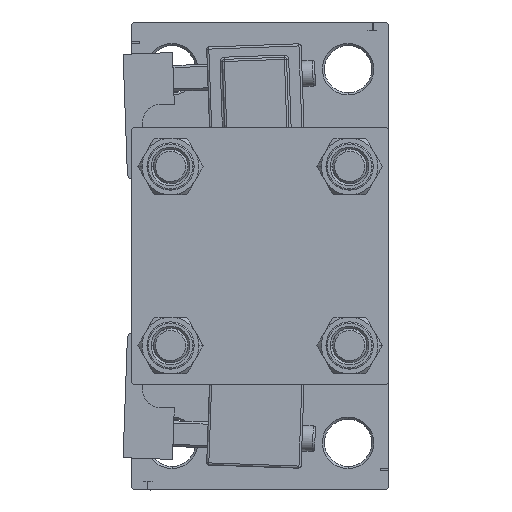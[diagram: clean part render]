
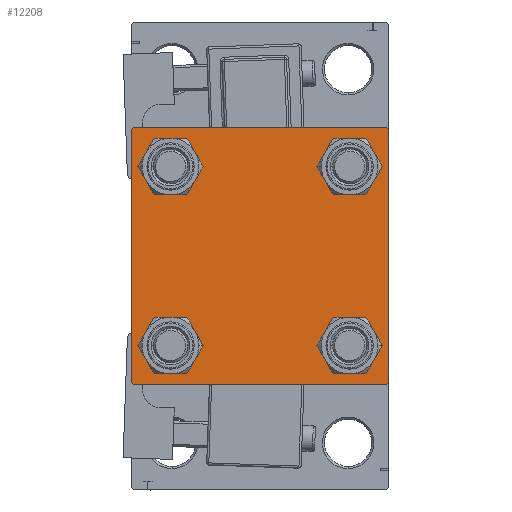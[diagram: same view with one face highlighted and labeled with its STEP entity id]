
A CAD part, left-side view. The second image highlights one B-rep face of the part: STEP entity #12208.
In plain terms, the highlighted planar face has unit normal (-1, 0, 0).
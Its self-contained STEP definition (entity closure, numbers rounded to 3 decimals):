
#48 = VERTEX_POINT ( 'NONE', #45610 ) ;
#957 = ORIENTED_EDGE ( 'NONE', *, *, #50313, .T. ) ;
#1007 = EDGE_CURVE ( 'NONE', #1949, #21061, #48382, .T. ) ;
#1028 = VERTEX_POINT ( 'NONE', #16449 ) ;
#1949 = VERTEX_POINT ( 'NONE', #19936 ) ;
#2056 = ORIENTED_EDGE ( 'NONE', *, *, #46790, .T. ) ;
#2388 = CARTESIAN_POINT ( 'NONE',  ( 0., -20.85, -20.85 ) ) ;
#2390 = LINE ( 'NONE', #7416, #34632 ) ;
#2445 = ORIENTED_EDGE ( 'NONE', *, *, #36887, .T. ) ;
#2760 = EDGE_CURVE ( 'NONE', #48, #9923, #40253, .T. ) ;
#2876 = AXIS2_PLACEMENT_3D ( 'NONE', #48032, #15576, #24374 ) ;
#3881 = VECTOR ( 'NONE', #9315, 1000. ) ;
#5378 = CARTESIAN_POINT ( 'NONE',  ( 0., 20.85, -25.35 ) ) ;
#5649 = FACE_BOUND ( 'NONE', #46307, .T. ) ;
#5811 = EDGE_CURVE ( 'NONE', #25513, #44733, #21725, .T. ) ;
#5861 = EDGE_CURVE ( 'NONE', #16650, #15163, #25938, .T. ) ;
#6528 = CARTESIAN_POINT ( 'NONE',  ( 0., -30., 29.5 ) ) ;
#7416 = CARTESIAN_POINT ( 'NONE',  ( 0., 30., 30. ) ) ;
#7759 = VERTEX_POINT ( 'NONE', #38788 ) ;
#8002 = DIRECTION ( 'NONE',  ( 0., 0., -1. ) ) ;
#8168 = AXIS2_PLACEMENT_3D ( 'NONE', #45721, #12503, #37208 ) ;
#9056 = DIRECTION ( 'NONE',  ( 1., 0., 0. ) ) ;
#9105 = PLANE ( 'NONE',  #24733 ) ;
#9165 = CARTESIAN_POINT ( 'NONE',  ( 0., 29.75, -29.75 ) ) ;
#9315 = DIRECTION ( 'NONE',  ( 0., -1., 0. ) ) ;
#9609 = FACE_BOUND ( 'NONE', #43687, .T. ) ;
#9923 = VERTEX_POINT ( 'NONE', #51059 ) ;
#10409 = ORIENTED_EDGE ( 'NONE', *, *, #11717, .T. ) ;
#10803 = DIRECTION ( 'NONE',  ( 0., 0., 1. ) ) ;
#11717 = EDGE_CURVE ( 'NONE', #44733, #25513, #30663, .T. ) ;
#12141 = CARTESIAN_POINT ( 'NONE',  ( 0., 20.85, -20.85 ) ) ;
#12208 = ADVANCED_FACE ( 'NONE', ( #9609, #17063, #21583, #5649, #13345 ), #9105, .T. ) ;
#12365 = DIRECTION ( 'NONE',  ( 0., -0.707, -0.707 ) ) ;
#12503 = DIRECTION ( 'NONE',  ( 1., 0., 0. ) ) ;
#12610 = VECTOR ( 'NONE', #51341, 1000. ) ;
#12816 = DIRECTION ( 'NONE',  ( 0., 0., 1. ) ) ;
#13033 = CARTESIAN_POINT ( 'NONE',  ( 0., -20.85, 20.85 ) ) ;
#13345 = FACE_OUTER_BOUND ( 'NONE', #13829, .T. ) ;
#13813 = ORIENTED_EDGE ( 'NONE', *, *, #5811, .T. ) ;
#13829 = EDGE_LOOP ( 'NONE', ( #49996, #45526, #51874, #39357, #41694, #48431, #31378, #2445 ) ) ;
#14376 = CARTESIAN_POINT ( 'NONE',  ( 0., 29.75, 29.75 ) ) ;
#14698 = AXIS2_PLACEMENT_3D ( 'NONE', #27379, #35605, #43316 ) ;
#15163 = VERTEX_POINT ( 'NONE', #36843 ) ;
#15576 = DIRECTION ( 'NONE',  ( 1., 0., 0. ) ) ;
#15657 = DIRECTION ( 'NONE',  ( 0., -0.707, 0.707 ) ) ;
#15669 = LINE ( 'NONE', #36401, #16708 ) ;
#15817 = CARTESIAN_POINT ( 'NONE',  ( 0., 20.85, 20.85 ) ) ;
#16053 = VERTEX_POINT ( 'NONE', #40845 ) ;
#16121 = VERTEX_POINT ( 'NONE', #29664 ) ;
#16348 = CARTESIAN_POINT ( 'NONE',  ( 0., -29.75, 29.75 ) ) ;
#16449 = CARTESIAN_POINT ( 'NONE',  ( 0., 20.85, -16.35 ) ) ;
#16650 = VERTEX_POINT ( 'NONE', #48201 ) ;
#16708 = VECTOR ( 'NONE', #16723, 1000. ) ;
#16723 = DIRECTION ( 'NONE',  ( 0., -1., 0. ) ) ;
#17063 = FACE_BOUND ( 'NONE', #26351, .T. ) ;
#17595 = EDGE_CURVE ( 'NONE', #49489, #21061, #23680, .T. ) ;
#17786 = DIRECTION ( 'NONE',  ( 1., 0., 0. ) ) ;
#18568 = DIRECTION ( 'NONE',  ( 0., 0., 1. ) ) ;
#18621 = LINE ( 'NONE', #14376, #12610 ) ;
#19137 = EDGE_CURVE ( 'NONE', #15163, #16650, #37640, .T. ) ;
#19936 = CARTESIAN_POINT ( 'NONE',  ( 0., -29.5, -30. ) ) ;
#20053 = ORIENTED_EDGE ( 'NONE', *, *, #19137, .T. ) ;
#21061 = VERTEX_POINT ( 'NONE', #49591 ) ;
#21073 = EDGE_CURVE ( 'NONE', #49489, #41276, #32292, .T. ) ;
#21088 = EDGE_CURVE ( 'NONE', #51683, #16053, #41059, .T. ) ;
#21194 = CARTESIAN_POINT ( 'NONE',  ( 0., 20.85, 16.35 ) ) ;
#21583 = FACE_BOUND ( 'NONE', #33297, .T. ) ;
#21725 = CIRCLE ( 'NONE', #8168, 4.5 ) ;
#21847 = DIRECTION ( 'NONE',  ( -1., 0., 0. ) ) ;
#22432 = VECTOR ( 'NONE', #32555, 1000. ) ;
#22569 = CARTESIAN_POINT ( 'NONE',  ( 0., -29.5, 30. ) ) ;
#23044 = EDGE_CURVE ( 'NONE', #16053, #1949, #29517, .T. ) ;
#23680 = LINE ( 'NONE', #31907, #44510 ) ;
#23897 = AXIS2_PLACEMENT_3D ( 'NONE', #15817, #32037, #46096 ) ;
#24070 = CIRCLE ( 'NONE', #14698, 4.5 ) ;
#24374 = DIRECTION ( 'NONE',  ( 0., 0., 1. ) ) ;
#24733 = AXIS2_PLACEMENT_3D ( 'NONE', #45780, #21847, #12816 ) ;
#25513 = VERTEX_POINT ( 'NONE', #37949 ) ;
#25671 = ORIENTED_EDGE ( 'NONE', *, *, #2760, .T. ) ;
#25938 = CIRCLE ( 'NONE', #42057, 4.5 ) ;
#26246 = EDGE_CURVE ( 'NONE', #16121, #41276, #15669, .T. ) ;
#26351 = EDGE_LOOP ( 'NONE', ( #32817, #20053 ) ) ;
#26620 = VECTOR ( 'NONE', #15657, 1000. ) ;
#26839 = CARTESIAN_POINT ( 'NONE',  ( 0., -29.75, -29.75 ) ) ;
#27379 = CARTESIAN_POINT ( 'NONE',  ( 0., -20.85, 20.85 ) ) ;
#27864 = ORIENTED_EDGE ( 'NONE', *, *, #52276, .T. ) ;
#28426 = AXIS2_PLACEMENT_3D ( 'NONE', #12141, #32333, #48580 ) ;
#29472 = EDGE_CURVE ( 'NONE', #7759, #51683, #2390, .T. ) ;
#29517 = LINE ( 'NONE', #36965, #3881 ) ;
#29664 = CARTESIAN_POINT ( 'NONE',  ( 0., 29.5, 30. ) ) ;
#30663 = CIRCLE ( 'NONE', #23897, 4.5 ) ;
#31006 = DIRECTION ( 'NONE',  ( 1., 0., 0. ) ) ;
#31378 = ORIENTED_EDGE ( 'NONE', *, *, #26246, .F. ) ;
#31907 = CARTESIAN_POINT ( 'NONE',  ( 0., -30., 30. ) ) ;
#32037 = DIRECTION ( 'NONE',  ( 1., 0., 0. ) ) ;
#32292 = LINE ( 'NONE', #16348, #22432 ) ;
#32333 = DIRECTION ( 'NONE',  ( 1., 0., 0. ) ) ;
#32555 = DIRECTION ( 'NONE',  ( 0., 0.707, 0.707 ) ) ;
#32817 = ORIENTED_EDGE ( 'NONE', *, *, #5861, .T. ) ;
#33297 = EDGE_LOOP ( 'NONE', ( #2056, #27864 ) ) ;
#34632 = VECTOR ( 'NONE', #47291, 1000. ) ;
#35605 = DIRECTION ( 'NONE',  ( 1., 0., 0. ) ) ;
#36401 = CARTESIAN_POINT ( 'NONE',  ( 0., 30., 30. ) ) ;
#36843 = CARTESIAN_POINT ( 'NONE',  ( 0., -20.85, -25.35 ) ) ;
#36887 = EDGE_CURVE ( 'NONE', #16121, #7759, #18621, .T. ) ;
#36965 = CARTESIAN_POINT ( 'NONE',  ( 0., 30., -30. ) ) ;
#37208 = DIRECTION ( 'NONE',  ( 0., 0., 1. ) ) ;
#37640 = CIRCLE ( 'NONE', #2876, 4.5 ) ;
#37652 = AXIS2_PLACEMENT_3D ( 'NONE', #13033, #9056, #41461 ) ;
#37949 = CARTESIAN_POINT ( 'NONE',  ( 0., 20.85, 25.35 ) ) ;
#38788 = CARTESIAN_POINT ( 'NONE',  ( 0., 30., 29.5 ) ) ;
#39357 = ORIENTED_EDGE ( 'NONE', *, *, #1007, .T. ) ;
#39960 = VERTEX_POINT ( 'NONE', #5378 ) ;
#40253 = CIRCLE ( 'NONE', #37652, 4.5 ) ;
#40337 = CIRCLE ( 'NONE', #28426, 4.5 ) ;
#40845 = CARTESIAN_POINT ( 'NONE',  ( 0., 29.5, -30. ) ) ;
#41059 = LINE ( 'NONE', #9165, #46221 ) ;
#41276 = VERTEX_POINT ( 'NONE', #22569 ) ;
#41461 = DIRECTION ( 'NONE',  ( 0., 0., 1. ) ) ;
#41694 = ORIENTED_EDGE ( 'NONE', *, *, #17595, .F. ) ;
#42057 = AXIS2_PLACEMENT_3D ( 'NONE', #2388, #17786, #18568 ) ;
#42596 = CIRCLE ( 'NONE', #52001, 4.5 ) ;
#43316 = DIRECTION ( 'NONE',  ( 0., 0., 1. ) ) ;
#43687 = EDGE_LOOP ( 'NONE', ( #25671, #957 ) ) ;
#44510 = VECTOR ( 'NONE', #8002, 1000. ) ;
#44733 = VERTEX_POINT ( 'NONE', #21194 ) ;
#45526 = ORIENTED_EDGE ( 'NONE', *, *, #21088, .T. ) ;
#45610 = CARTESIAN_POINT ( 'NONE',  ( 0., -20.85, 25.35 ) ) ;
#45721 = CARTESIAN_POINT ( 'NONE',  ( 0., 20.85, 20.85 ) ) ;
#45780 = CARTESIAN_POINT ( 'NONE',  ( 0., 0., 0. ) ) ;
#46096 = DIRECTION ( 'NONE',  ( 0., 0., 1. ) ) ;
#46221 = VECTOR ( 'NONE', #12365, 1000. ) ;
#46260 = CARTESIAN_POINT ( 'NONE',  ( 0., 30., -29.5 ) ) ;
#46307 = EDGE_LOOP ( 'NONE', ( #13813, #10409 ) ) ;
#46790 = EDGE_CURVE ( 'NONE', #1028, #39960, #42596, .T. ) ;
#46972 = CARTESIAN_POINT ( 'NONE',  ( 0., 20.85, -20.85 ) ) ;
#47291 = DIRECTION ( 'NONE',  ( 0., 0., -1. ) ) ;
#48032 = CARTESIAN_POINT ( 'NONE',  ( 0., -20.85, -20.85 ) ) ;
#48201 = CARTESIAN_POINT ( 'NONE',  ( 0., -20.85, -16.35 ) ) ;
#48382 = LINE ( 'NONE', #26839, #26620 ) ;
#48431 = ORIENTED_EDGE ( 'NONE', *, *, #21073, .T. ) ;
#48580 = DIRECTION ( 'NONE',  ( 0., 0., 1. ) ) ;
#49489 = VERTEX_POINT ( 'NONE', #6528 ) ;
#49591 = CARTESIAN_POINT ( 'NONE',  ( 0., -30., -29.5 ) ) ;
#49996 = ORIENTED_EDGE ( 'NONE', *, *, #29472, .T. ) ;
#50313 = EDGE_CURVE ( 'NONE', #9923, #48, #24070, .T. ) ;
#51059 = CARTESIAN_POINT ( 'NONE',  ( 0., -20.85, 16.35 ) ) ;
#51341 = DIRECTION ( 'NONE',  ( 0., 0.707, -0.707 ) ) ;
#51683 = VERTEX_POINT ( 'NONE', #46260 ) ;
#51874 = ORIENTED_EDGE ( 'NONE', *, *, #23044, .T. ) ;
#52001 = AXIS2_PLACEMENT_3D ( 'NONE', #46972, #31006, #10803 ) ;
#52276 = EDGE_CURVE ( 'NONE', #39960, #1028, #40337, .T. ) ;
